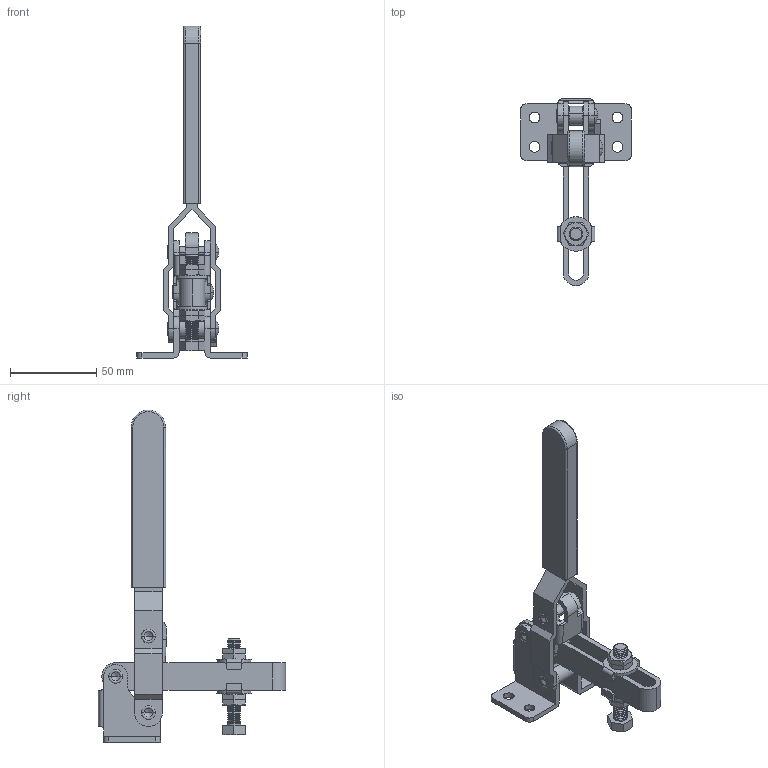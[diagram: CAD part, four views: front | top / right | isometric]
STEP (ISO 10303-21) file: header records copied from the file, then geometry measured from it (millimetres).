
FILE_DESCRIPTION(('STEP AP214'),'1');
FILE_NAME('GH-11412.stp','2013-09-04T13:05:54',('Stephen Green'),('BIB Design'),'Spatial InterOp 3D',' ',' ');
FILE_SCHEMA(('automotive_design'));
Length unit declared in the file: inch
Products named in the file (17): Part_1334; Part_2246; Part_2247; Part_2248; Part_2249; Part_2250; Part_2251; Part_2252; Part_2253; Part_2254; Part_2255; Part_2256; Part_2258; Part_2259; Part_210387; Part_210386; Part_210388
Bounding box: 64 x 108.5 x 192.5 mm (x, y, z)
Volume: 64157.5 mm3; surface area: 52321.7 mm2
Topology: 17 solids, 17 shells, 642 faces, 1756 edges, 1151 vertices
Faces by surface type: revolution 268, cylinder 148, plane 123, bspline 37, cone 32, torus 18, sphere 16
Entity records: 33384 total; most frequent: CARTESIAN_POINT 7494, ORIENTED_EDGE 3496, DIRECTION 3277, EDGE_CURVE 1748, PRESENTATION_STYLE_ASSIGNMENT 1700, COLOUR_RGB 1700, STYLED_ITEM 1395, AXIS2_PLACEMENT_3D 1156
